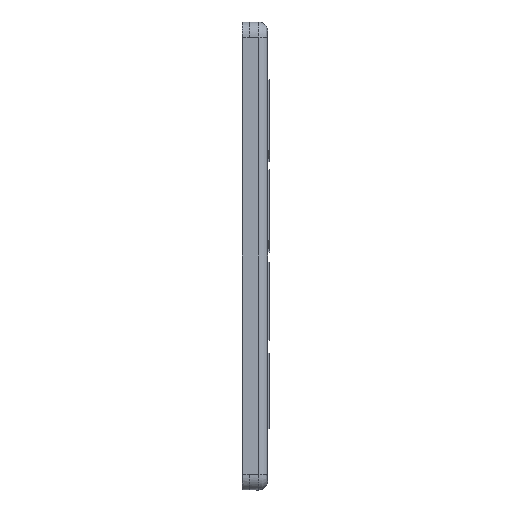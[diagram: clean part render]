
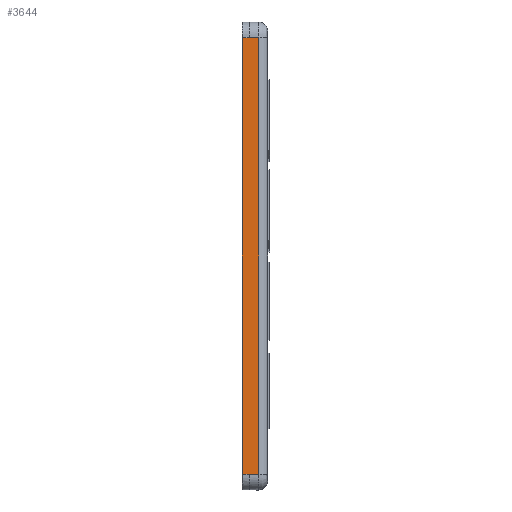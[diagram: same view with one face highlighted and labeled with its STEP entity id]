
A CAD part, front view. The second image highlights one B-rep face of the part: STEP entity #3644.
In plain terms, the highlighted planar face has unit normal (0, -1, 0).
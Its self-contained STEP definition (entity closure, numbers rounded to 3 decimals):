
#54=PLANE('',#3856);
#222=FACE_OUTER_BOUND('',#418,.T.);
#418=EDGE_LOOP('',(#2537,#2538,#2539,#2540,#2541,#2542));
#641=LINE('',#5147,#1061);
#655=LINE('',#6270,#1075);
#656=LINE('',#6289,#1076);
#657=LINE('',#6291,#1077);
#658=LINE('',#6293,#1078);
#659=LINE('',#6294,#1079);
#1061=VECTOR('',#4141,10.);
#1075=VECTOR('',#4177,10.);
#1076=VECTOR('',#4180,10.);
#1077=VECTOR('',#4181,10.);
#1078=VECTOR('',#4182,10.);
#1079=VECTOR('',#4183,10.);
#1590=VERTEX_POINT('',#5144);
#1591=VERTEX_POINT('',#5146);
#1610=VERTEX_POINT('',#6269);
#1611=VERTEX_POINT('',#6288);
#1612=VERTEX_POINT('',#6290);
#1613=VERTEX_POINT('',#6292);
#1948=EDGE_CURVE('',#1590,#1591,#641,.T.);
#1978=EDGE_CURVE('',#1610,#1591,#655,.T.);
#1980=EDGE_CURVE('',#1611,#1590,#656,.T.);
#1981=EDGE_CURVE('',#1612,#1611,#657,.T.);
#1982=EDGE_CURVE('',#1613,#1612,#658,.T.);
#1983=EDGE_CURVE('',#1610,#1613,#659,.T.);
#2537=ORIENTED_EDGE('',*,*,#1948,.F.);
#2538=ORIENTED_EDGE('',*,*,#1980,.F.);
#2539=ORIENTED_EDGE('',*,*,#1981,.F.);
#2540=ORIENTED_EDGE('',*,*,#1982,.F.);
#2541=ORIENTED_EDGE('',*,*,#1983,.F.);
#2542=ORIENTED_EDGE('',*,*,#1978,.T.);
#3644=ADVANCED_FACE('',(#222),#54,.T.);
#3856=AXIS2_PLACEMENT_3D('',#6287,#4178,#4179);
#4141=DIRECTION('',(0.,0.,-1.));
#4177=DIRECTION('',(1.,0.,0.));
#4178=DIRECTION('center_axis',(0.,-1.,0.));
#4179=DIRECTION('ref_axis',(0.,0.,-1.));
#4180=DIRECTION('',(1.,0.,0.));
#4181=DIRECTION('',(1.,0.,0.));
#4182=DIRECTION('',(0.,0.,1.));
#4183=DIRECTION('',(-1.,0.,0.));
#5144=CARTESIAN_POINT('',(74.089,-60.139,99.357));
#5146=CARTESIAN_POINT('',(74.089,-60.139,4.157));
#5147=CARTESIAN_POINT('',(74.089,-60.139,77.257));
#6269=CARTESIAN_POINT('',(72.089,-60.139,4.157));
#6270=CARTESIAN_POINT('',(72.089,-60.139,4.157));
#6287=CARTESIAN_POINT('Origin',(70.589,-60.139,102.757));
#6288=CARTESIAN_POINT('',(72.089,-60.139,99.357));
#6289=CARTESIAN_POINT('',(72.089,-60.139,99.357));
#6290=CARTESIAN_POINT('',(70.589,-60.139,99.357));
#6291=CARTESIAN_POINT('',(70.589,-60.139,99.357));
#6292=CARTESIAN_POINT('',(70.589,-60.139,4.157));
#6293=CARTESIAN_POINT('',(70.589,-60.139,0.757));
#6294=CARTESIAN_POINT('',(70.589,-60.139,4.157));
